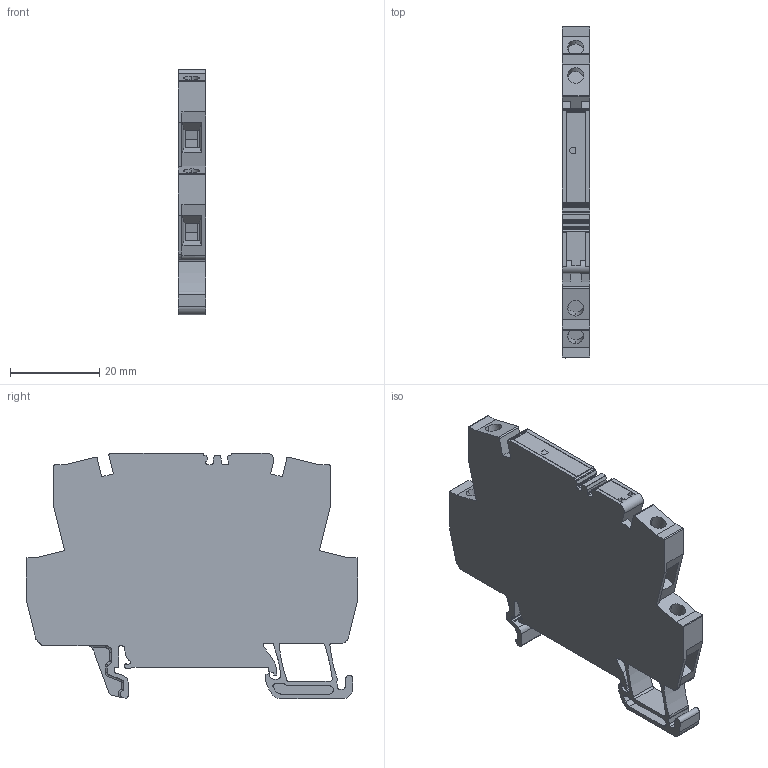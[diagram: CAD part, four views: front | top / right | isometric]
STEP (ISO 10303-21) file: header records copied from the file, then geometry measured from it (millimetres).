
FILE_DESCRIPTION(('CATIA V5R24 STEP','CAx-IF Rec.Pracs.--- Model Styling and Organization---1.2---2011-12-15'),'2;1');
FILE_NAME ('6574542_4', '2017-08-31T07:50:19+00:00', ('Weidmueller Interface'), ('Weidmueller'), 'CATIA Version 5-6 Release 2014 SP4', 'CATIA V5 STEP AP214', 'none');
FILE_SCHEMA(('AUTOMOTIVE_DESIGN { 1 0 10303 214 1 1 1 1 }'));
Length unit declared in the file: millimetre
Products named in the file (1): 2517450000
Bounding box: 6.1 x 74.43 x 55 mm (x, y, z)
Volume: 17570.7 mm3; surface area: 9775.1 mm2
Topology: 3 solids, 3 shells, 371 faces, 1095 edges, 731 vertices
Faces by surface type: plane 216, cylinder 126, cone 11, torus 8, bspline 5, sphere 4, extrusion 1
Entity records: 12790 total; most frequent: CARTESIAN_POINT 2895, ORIENTED_EDGE 2178, DIRECTION 1623, EDGE_CURVE 1089, VECTOR 741, LINE 740, VERTEX_POINT 731, AXIS2_PLACEMENT_3D 570
